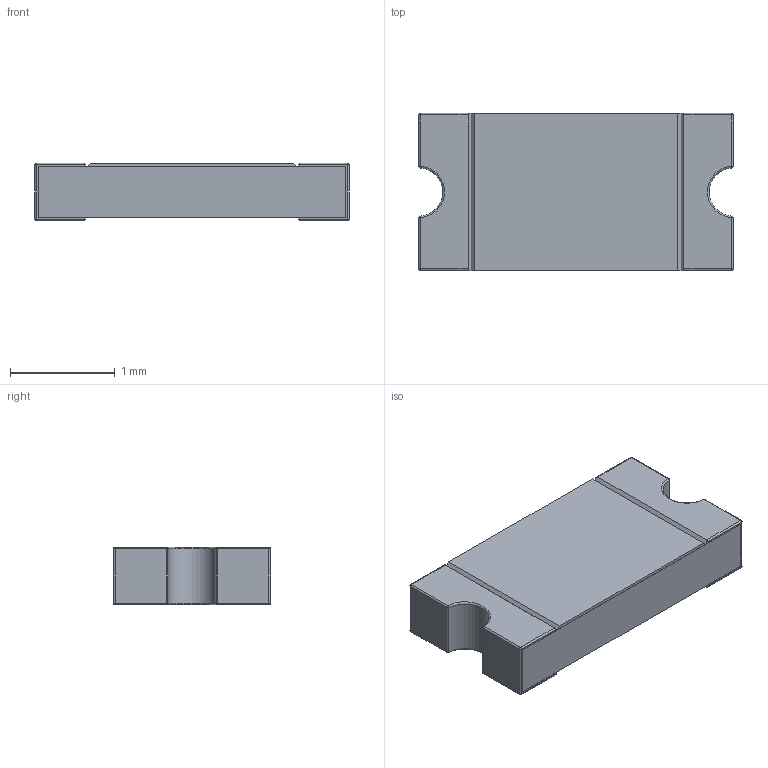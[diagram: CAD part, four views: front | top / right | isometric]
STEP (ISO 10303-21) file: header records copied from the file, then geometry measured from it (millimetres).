
FILE_DESCRIPTION(('FreeCAD Model'),'2;1');
FILE_NAME('Open CASCADE Shape Model','2024-08-14T18:04:11',(''),(''), 'Open CASCADE STEP processor 7.7','FreeCAD','Unknown');
FILE_SCHEMA(('AUTOMOTIVE_DESIGN { 1 0 10303 214 1 1 1 1 }'));
Length unit declared in the file: millimetre
Products named in the file (5): smd_pptc_1206l00560wr; Body; Body002; Body001 (Mirror #1); Body001
Assembly tree (4 placements, depth 2):
  smd_pptc_1206l00560wr
    Body
    Body002
    Body001 (Mirror #1)
    Body001
Bounding box: 3 x 1.5 x 0.55 mm (x, y, z)
Volume: 2.3 mm3; surface area: 28.1 mm2
Topology: 4 solids, 4 shells, 94 faces, 226 edges, 124 vertices
Faces by surface type: plane 44, cylinder 30, sphere 16, torus 4
Entity records: 2682 total; most frequent: DIRECTION 480, CARTESIAN_POINT 433, ORIENTED_EDGE 420, EDGE_CURVE 210, AXIS2_PLACEMENT_3D 171, LINE 138, VECTOR 138, VERTEX_POINT 124
